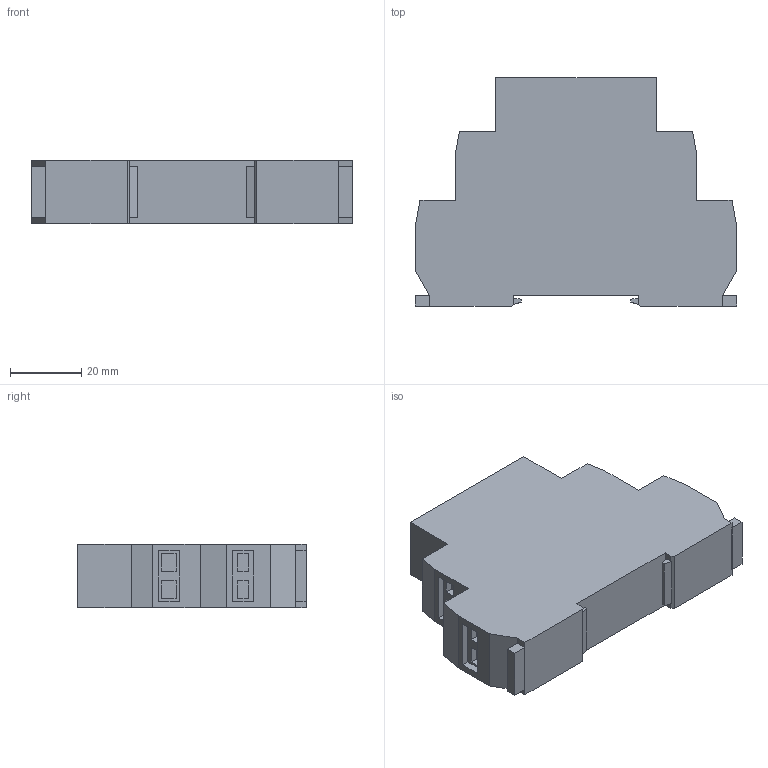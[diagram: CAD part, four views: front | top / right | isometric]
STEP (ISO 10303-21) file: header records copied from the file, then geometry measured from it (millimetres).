
FILE_DESCRIPTION (( 'STEP AP214' ), '1' );
FILE_NAME ('ORL-01-ACDC24-240V_Ðåëå óðîâíÿ ORL 24-240 Â AC_DC IEK.STEP', '2018-10-19T14:34:29', ( '' ), ( '' ), 'SwSTEP 2.0', 'SolidWorks 2014', '' );
FILE_SCHEMA (( 'AUTOMOTIVE_DESIGN' ));
Length unit declared in the file: millimetre
Products named in the file (2): ORL-01-ACDC24-240V_Ðåëå óðîâíÿ ORL 24-240 Â AC_DC IEK
Bounding box: 90 x 64 x 17.9 mm (x, y, z)
Volume: 79003.3 mm3; surface area: 15942.8 mm2
Topology: 1 solids, 1 shells, 174 faces, 430 edges, 284 vertices
Faces by surface type: plane 148, cylinder 22, torus 4
Entity records: 5131 total; most frequent: CARTESIAN_POINT 890, ORIENTED_EDGE 860, DIRECTION 834, EDGE_CURVE 430, LINE 378, VECTOR 378, VERTEX_POINT 284, AXIS2_PLACEMENT_3D 228
